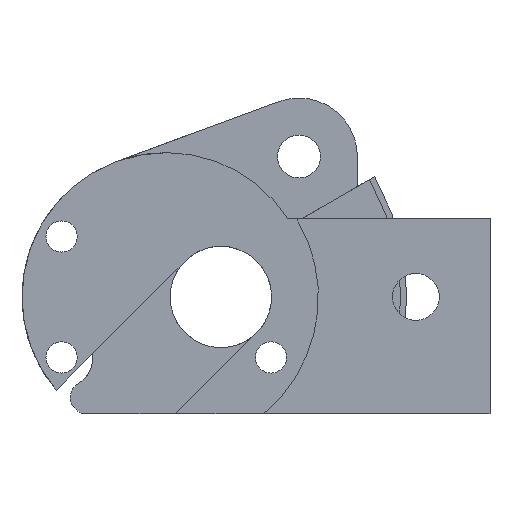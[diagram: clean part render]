
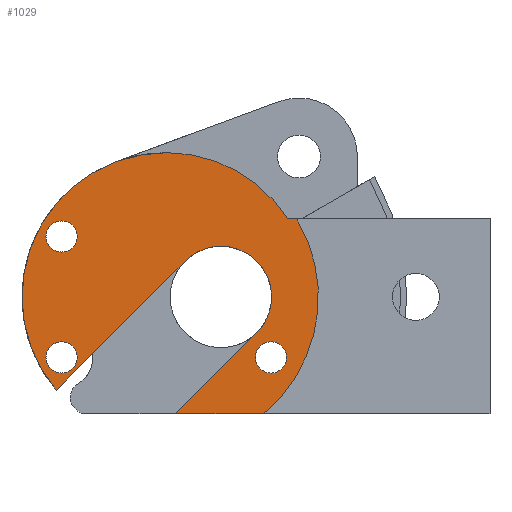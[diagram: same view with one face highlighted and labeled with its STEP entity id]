
A CAD part, left-side view. The second image highlights one B-rep face of the part: STEP entity #1029.
In plain terms, the highlighted planar face has unit normal (-1, 0, 0).
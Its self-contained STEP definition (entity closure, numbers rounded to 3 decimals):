
#12 = DIRECTION ( 'NONE',  ( -1., 0., 0. ) ) ;
#37 = VERTEX_POINT ( 'NONE', #1476 ) ;
#57 = EDGE_CURVE ( 'NONE', #874, #783, #1730, .T. ) ;
#77 = AXIS2_PLACEMENT_3D ( 'NONE', #2883, #1471, #2595 ) ;
#90 = CARTESIAN_POINT ( 'NONE',  ( 27., 34.923, 7.75 ) ) ;
#117 = ORIENTED_EDGE ( 'NONE', *, *, #1273, .T. ) ;
#175 = EDGE_CURVE ( 'NONE', #3295, #749, #2149, .T. ) ;
#189 = DIRECTION ( 'NONE',  ( 1., 0., 0. ) ) ;
#191 = EDGE_LOOP ( 'NONE', ( #2850, #493 ) ) ;
#245 = VERTEX_POINT ( 'NONE', #3336 ) ;
#252 = LINE ( 'NONE', #3109, #1511 ) ;
#295 = CARTESIAN_POINT ( 'NONE',  ( 27., 34.923, -7.75 ) ) ;
#309 = AXIS2_PLACEMENT_3D ( 'NONE', #2224, #1296, #1591 ) ;
#323 = CARTESIAN_POINT ( 'NONE',  ( 27., 19.096, 4.596 ) ) ;
#341 = CARTESIAN_POINT ( 'NONE',  ( 27., 14.5, 0. ) ) ;
#353 = AXIS2_PLACEMENT_3D ( 'NONE', #1802, #892, #1191 ) ;
#377 = VECTOR ( 'NONE', #2279, 1000. ) ;
#399 = CARTESIAN_POINT ( 'NONE',  ( 27., 8.077, -7.75 ) ) ;
#413 = AXIS2_PLACEMENT_3D ( 'NONE', #399, #1537, #1259 ) ;
#416 = DIRECTION ( 'NONE',  ( -1., 0., 0. ) ) ;
#454 = CARTESIAN_POINT ( 'NONE',  ( 27., 4.759, 10. ) ) ;
#477 = FACE_BOUND ( 'NONE', #923, .T. ) ;
#480 = AXIS2_PLACEMENT_3D ( 'NONE', #732, #416, #2147 ) ;
#492 = EDGE_LOOP ( 'NONE', ( #3010, #2786, #1812, #1879, #1392, #3137, #3592, #117, #2472 ) ) ;
#493 = ORIENTED_EDGE ( 'NONE', *, *, #1126, .F. ) ;
#498 = CARTESIAN_POINT ( 'NONE',  ( 27., 19.096, 4.596 ) ) ;
#504 = DIRECTION ( 'NONE',  ( 0., 0., -1. ) ) ;
#593 = DIRECTION ( 'NONE',  ( 0., -0.707, 0.707 ) ) ;
#683 = VERTEX_POINT ( 'NONE', #1943 ) ;
#732 = CARTESIAN_POINT ( 'NONE',  ( 27., 8.077, -7.75 ) ) ;
#749 = VERTEX_POINT ( 'NONE', #2545 ) ;
#766 = CIRCLE ( 'NONE', #2846, 2. ) ;
#783 = VERTEX_POINT ( 'NONE', #2050 ) ;
#812 = EDGE_CURVE ( 'NONE', #3610, #3565, #873, .T. ) ;
#852 = AXIS2_PLACEMENT_3D ( 'NONE', #934, #3114, #1433 ) ;
#873 = LINE ( 'NONE', #1452, #2684 ) ;
#874 = VERTEX_POINT ( 'NONE', #2897 ) ;
#892 = DIRECTION ( 'NONE',  ( 1., 0., 0. ) ) ;
#923 = EDGE_LOOP ( 'NONE', ( #3481, #1068 ) ) ;
#927 = CARTESIAN_POINT ( 'NONE',  ( 27., 34.923, -5.75 ) ) ;
#934 = CARTESIAN_POINT ( 'NONE',  ( 27., 21.5, 0. ) ) ;
#976 = AXIS2_PLACEMENT_3D ( 'NONE', #341, #2609, #2062 ) ;
#980 = CARTESIAN_POINT ( 'NONE',  ( 27., 34.923, 5.75 ) ) ;
#1028 = AXIS2_PLACEMENT_3D ( 'NONE', #3051, #2774, #1366 ) ;
#1029 = ADVANCED_FACE ( 'NONE', ( #2171, #1054, #477, #2453 ), #1905, .F. ) ;
#1054 = FACE_BOUND ( 'NONE', #2734, .T. ) ;
#1068 = ORIENTED_EDGE ( 'NONE', *, *, #2499, .F. ) ;
#1126 = EDGE_CURVE ( 'NONE', #2446, #2911, #1561, .T. ) ;
#1137 = CARTESIAN_POINT ( 'NONE',  ( 27., 21.5, 0. ) ) ;
#1182 = AXIS2_PLACEMENT_3D ( 'NONE', #1137, #3312, #3042 ) ;
#1191 = DIRECTION ( 'NONE',  ( 0., 0., -1. ) ) ;
#1211 = EDGE_CURVE ( 'NONE', #683, #749, #252, .T. ) ;
#1229 = EDGE_CURVE ( 'NONE', #1749, #2874, #2836, .T. ) ;
#1259 = DIRECTION ( 'NONE',  ( 0., 0., -1. ) ) ;
#1273 = EDGE_CURVE ( 'NONE', #1749, #3295, #2688, .T. ) ;
#1288 = VERTEX_POINT ( 'NONE', #927 ) ;
#1296 = DIRECTION ( 'NONE',  ( 1., 0., 0. ) ) ;
#1366 = DIRECTION ( 'NONE',  ( 0., 0., -1. ) ) ;
#1392 = ORIENTED_EDGE ( 'NONE', *, *, #1500, .F. ) ;
#1429 = DIRECTION ( 'NONE',  ( 0., 1., 0. ) ) ;
#1433 = DIRECTION ( 'NONE',  ( 0., 0., -1. ) ) ;
#1450 = DIRECTION ( 'NONE',  ( 0., 0., -1. ) ) ;
#1452 = CARTESIAN_POINT ( 'NONE',  ( 27., 0., 10. ) ) ;
#1471 = DIRECTION ( 'NONE',  ( -1., 0., 0. ) ) ;
#1476 = CARTESIAN_POINT ( 'NONE',  ( 27., 9.04, -15. ) ) ;
#1491 = DIRECTION ( 'NONE',  ( 0., 1., 0. ) ) ;
#1499 = AXIS2_PLACEMENT_3D ( 'NONE', #1692, #189, #504 ) ;
#1500 = EDGE_CURVE ( 'NONE', #245, #3565, #3387, .T. ) ;
#1511 = VECTOR ( 'NONE', #593, 1000. ) ;
#1518 = ORIENTED_EDGE ( 'NONE', *, *, #1566, .F. ) ;
#1537 = DIRECTION ( 'NONE',  ( -1., 0., 0. ) ) ;
#1561 = CIRCLE ( 'NONE', #1028, 2. ) ;
#1566 = EDGE_CURVE ( 'NONE', #2295, #1288, #3625, .T. ) ;
#1591 = DIRECTION ( 'NONE',  ( 0., 0., -1. ) ) ;
#1692 = CARTESIAN_POINT ( 'NONE',  ( 27., 14.5, 0. ) ) ;
#1730 = CIRCLE ( 'NONE', #480, 2. ) ;
#1749 = VERTEX_POINT ( 'NONE', #498 ) ;
#1802 = CARTESIAN_POINT ( 'NONE',  ( 27., 21.5, 0. ) ) ;
#1812 = ORIENTED_EDGE ( 'NONE', *, *, #3372, .F. ) ;
#1879 = ORIENTED_EDGE ( 'NONE', *, *, #812, .T. ) ;
#1905 = PLANE ( 'NONE',  #309 ) ;
#1943 = CARTESIAN_POINT ( 'NONE',  ( 27., 20.308, -15. ) ) ;
#2015 = CIRCLE ( 'NONE', #413, 2. ) ;
#2050 = CARTESIAN_POINT ( 'NONE',  ( 27., 8.077, -9.75 ) ) ;
#2062 = DIRECTION ( 'NONE',  ( 0., 0., -1. ) ) ;
#2098 = ORIENTED_EDGE ( 'NONE', *, *, #2581, .F. ) ;
#2147 = DIRECTION ( 'NONE',  ( 0., 0., -1. ) ) ;
#2149 = CIRCLE ( 'NONE', #1499, 6.5 ) ;
#2171 = FACE_BOUND ( 'NONE', #191, .T. ) ;
#2224 = CARTESIAN_POINT ( 'NONE',  ( 27., 21.5, 0. ) ) ;
#2279 = DIRECTION ( 'NONE',  ( 0., 0.707, -0.707 ) ) ;
#2295 = VERTEX_POINT ( 'NONE', #3434 ) ;
#2342 = LINE ( 'NONE', #2591, #3544 ) ;
#2426 = CIRCLE ( 'NONE', #3359, 2. ) ;
#2446 = VERTEX_POINT ( 'NONE', #980 ) ;
#2453 = FACE_OUTER_BOUND ( 'NONE', #492, .T. ) ;
#2472 = ORIENTED_EDGE ( 'NONE', *, *, #175, .T. ) ;
#2499 = EDGE_CURVE ( 'NONE', #783, #874, #2015, .T. ) ;
#2509 = DIRECTION ( 'NONE',  ( 0., 0., -1. ) ) ;
#2545 = CARTESIAN_POINT ( 'NONE',  ( 27., 9.904, -4.596 ) ) ;
#2581 = EDGE_CURVE ( 'NONE', #1288, #2295, #2426, .T. ) ;
#2591 = CARTESIAN_POINT ( 'NONE',  ( 27., 0., -15. ) ) ;
#2595 = DIRECTION ( 'NONE',  ( 0., 0., -1. ) ) ;
#2609 = DIRECTION ( 'NONE',  ( 1., 0., 0. ) ) ;
#2684 = VECTOR ( 'NONE', #1491, 1000. ) ;
#2688 = CIRCLE ( 'NONE', #976, 6.5 ) ;
#2726 = CARTESIAN_POINT ( 'NONE',  ( 27., 35.632, -11.939 ) ) ;
#2734 = EDGE_LOOP ( 'NONE', ( #2098, #1518 ) ) ;
#2774 = DIRECTION ( 'NONE',  ( -1., 0., 0. ) ) ;
#2786 = ORIENTED_EDGE ( 'NONE', *, *, #3086, .F. ) ;
#2806 = CARTESIAN_POINT ( 'NONE',  ( 27., 14.5, 6.5 ) ) ;
#2836 = LINE ( 'NONE', #323, #377 ) ;
#2846 = AXIS2_PLACEMENT_3D ( 'NONE', #90, #12, #1450 ) ;
#2850 = ORIENTED_EDGE ( 'NONE', *, *, #3418, .F. ) ;
#2874 = VERTEX_POINT ( 'NONE', #2726 ) ;
#2883 = CARTESIAN_POINT ( 'NONE',  ( 27., 34.923, -7.75 ) ) ;
#2897 = CARTESIAN_POINT ( 'NONE',  ( 27., 8.077, -5.75 ) ) ;
#2911 = VERTEX_POINT ( 'NONE', #3257 ) ;
#3010 = ORIENTED_EDGE ( 'NONE', *, *, #1211, .F. ) ;
#3042 = DIRECTION ( 'NONE',  ( 0., 0., -1. ) ) ;
#3051 = CARTESIAN_POINT ( 'NONE',  ( 27., 34.923, 7.75 ) ) ;
#3086 = EDGE_CURVE ( 'NONE', #37, #683, #2342, .T. ) ;
#3109 = CARTESIAN_POINT ( 'NONE',  ( 27., 9.904, -4.596 ) ) ;
#3114 = DIRECTION ( 'NONE',  ( 1., 0., 0. ) ) ;
#3137 = ORIENTED_EDGE ( 'NONE', *, *, #3325, .F. ) ;
#3244 = CIRCLE ( 'NONE', #1182, 18.5 ) ;
#3257 = CARTESIAN_POINT ( 'NONE',  ( 27., 34.923, 9.75 ) ) ;
#3269 = CARTESIAN_POINT ( 'NONE',  ( 27., 5.936, 10. ) ) ;
#3295 = VERTEX_POINT ( 'NONE', #2806 ) ;
#3312 = DIRECTION ( 'NONE',  ( 1., 0., 0. ) ) ;
#3325 = EDGE_CURVE ( 'NONE', #2874, #245, #3244, .T. ) ;
#3336 = CARTESIAN_POINT ( 'NONE',  ( 27., 21.5, 18.5 ) ) ;
#3359 = AXIS2_PLACEMENT_3D ( 'NONE', #295, #3591, #2509 ) ;
#3372 = EDGE_CURVE ( 'NONE', #3610, #37, #3546, .T. ) ;
#3387 = CIRCLE ( 'NONE', #852, 18.5 ) ;
#3418 = EDGE_CURVE ( 'NONE', #2911, #2446, #766, .T. ) ;
#3434 = CARTESIAN_POINT ( 'NONE',  ( 27., 34.923, -9.75 ) ) ;
#3481 = ORIENTED_EDGE ( 'NONE', *, *, #57, .F. ) ;
#3544 = VECTOR ( 'NONE', #1429, 1000. ) ;
#3546 = CIRCLE ( 'NONE', #353, 19.5 ) ;
#3565 = VERTEX_POINT ( 'NONE', #3269 ) ;
#3591 = DIRECTION ( 'NONE',  ( -1., 0., 0. ) ) ;
#3592 = ORIENTED_EDGE ( 'NONE', *, *, #1229, .F. ) ;
#3610 = VERTEX_POINT ( 'NONE', #454 ) ;
#3625 = CIRCLE ( 'NONE', #77, 2. ) ;
